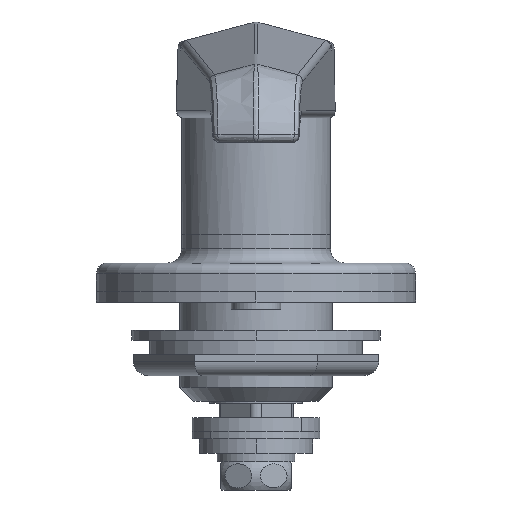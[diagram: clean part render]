
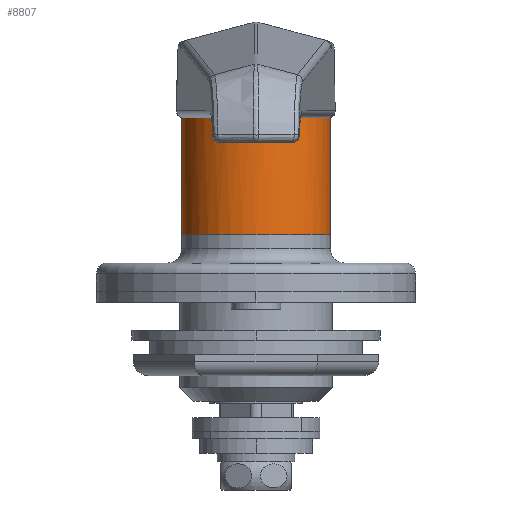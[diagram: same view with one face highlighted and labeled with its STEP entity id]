
A CAD part, front view. The second image highlights one B-rep face of the part: STEP entity #8807.
In plain terms, the highlighted cylindrical face has radius 10.5 mm (diameter 21 mm), a partial arc.
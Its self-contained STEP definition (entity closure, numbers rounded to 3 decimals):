
#207 = CARTESIAN_POINT ( 'NONE',  ( -10.355, -1.851, 0.027 ) ) ;
#293 = CARTESIAN_POINT ( 'NONE',  ( 0., 0., -16.5 ) ) ;
#341 = EDGE_CURVE ( 'NONE', #12702, #3796, #9323, .T. ) ;
#359 = B_SPLINE_CURVE_WITH_KNOTS ( 'NONE', 3,
 ( #2218, #10753, #5518, #12947 ),
 .UNSPECIFIED., .F., .F.,
 ( 4, 4 ),
 ( 0.003, 0.004 ),
 .UNSPECIFIED. ) ;
#364 = B_SPLINE_CURVE_WITH_KNOTS ( 'NONE', 3,
 ( #12703, #6498, #3158, #4352 ),
 .UNSPECIFIED., .F., .F.,
 ( 4, 4 ),
 ( 0.01, 0.012 ),
 .UNSPECIFIED. ) ;
#499 = DIRECTION ( 'NONE',  ( 0., 0., 1. ) ) ;
#677 = VERTEX_POINT ( 'NONE', #9902 ) ;
#776 = EDGE_CURVE ( 'NONE', #3796, #8143, #359, .T. ) ;
#804 = CARTESIAN_POINT ( 'NONE',  ( -10.5, 0., 2. ) ) ;
#1022 = ORIENTED_EDGE ( 'NONE', *, *, #341, .F. ) ;
#1031 = EDGE_LOOP ( 'NONE', ( #1022, #10371, #10076, #3698, #10140, #10791, #9972, #1679 ) ) ;
#1330 = VERTEX_POINT ( 'NONE', #3202 ) ;
#1602 = DIRECTION ( 'NONE',  ( 1., 0., 0. ) ) ;
#1679 = ORIENTED_EDGE ( 'NONE', *, *, #776, .F. ) ;
#1810 = CARTESIAN_POINT ( 'NONE',  ( 10.5, 0., 2. ) ) ;
#2218 = CARTESIAN_POINT ( 'NONE',  ( -10.5, 0., 0.039 ) ) ;
#2482 = CARTESIAN_POINT ( 'NONE',  ( 0., 0., 2. ) ) ;
#3158 = CARTESIAN_POINT ( 'NONE',  ( 10.356, -1.846, 0.027 ) ) ;
#3202 = CARTESIAN_POINT ( 'NONE',  ( 10.429, -1.219, 0.035 ) ) ;
#3480 = VECTOR ( 'NONE', #499, 1000. ) ;
#3698 = ORIENTED_EDGE ( 'NONE', *, *, #4417, .F. ) ;
#3796 = VERTEX_POINT ( 'NONE', #9566 ) ;
#3935 = VERTEX_POINT ( 'NONE', #11264 ) ;
#4352 = CARTESIAN_POINT ( 'NONE',  ( 10.429, -1.219, 0.035 ) ) ;
#4417 = EDGE_CURVE ( 'NONE', #1330, #3935, #5084, .T. ) ;
#4462 = VERTEX_POINT ( 'NONE', #6482 ) ;
#4520 = EDGE_CURVE ( 'NONE', #12702, #9052, #12571, .T. ) ;
#4543 = DIRECTION ( 'NONE',  ( 0., 0., 1. ) ) ;
#4938 = AXIS2_PLACEMENT_3D ( 'NONE', #293, #4543, #1602 ) ;
#5084 = B_SPLINE_CURVE_WITH_KNOTS ( 'NONE', 3,
 ( #12834, #11951, #8446, #12690 ),
 .UNSPECIFIED., .F., .F.,
 ( 4, 4 ),
 ( 0., 0.001 ),
 .UNSPECIFIED. ) ;
#5321 = AXIS2_PLACEMENT_3D ( 'NONE', #13488, #8052, #12335 ) ;
#5342 = CARTESIAN_POINT ( 'NONE',  ( 10.5, 0., -16.5 ) ) ;
#5518 = CARTESIAN_POINT ( 'NONE',  ( -10.476, -0.813, 0.041 ) ) ;
#6160 = CARTESIAN_POINT ( 'NONE',  ( -10.429, -1.219, 0.035 ) ) ;
#6244 = CIRCLE ( 'NONE', #5321, 10.5 ) ;
#6482 = CARTESIAN_POINT ( 'NONE',  ( -10.04, -3.073, 0. ) ) ;
#6498 = CARTESIAN_POINT ( 'NONE',  ( 10.227, -2.464, 0. ) ) ;
#6735 = DIRECTION ( 'NONE',  ( 1., 0., 0. ) ) ;
#7027 = EDGE_CURVE ( 'NONE', #9052, #3935, #11320, .T. ) ;
#7485 = CARTESIAN_POINT ( 'NONE',  ( -10.5, 0., -16.5 ) ) ;
#7756 = FACE_OUTER_BOUND ( 'NONE', #1031, .T. ) ;
#8052 = DIRECTION ( 'NONE',  ( 0., 0., 1. ) ) ;
#8143 = VERTEX_POINT ( 'NONE', #6160 ) ;
#8355 = DIRECTION ( 'NONE',  ( 0., 0., 1. ) ) ;
#8446 = CARTESIAN_POINT ( 'NONE',  ( 10.5, -0.407, 0.042 ) ) ;
#8807 = ADVANCED_FACE ( 'NONE', ( #7756 ), #12115, .T. ) ;
#9052 = VERTEX_POINT ( 'NONE', #5342 ) ;
#9323 = LINE ( 'NONE', #804, #10745 ) ;
#9566 = CARTESIAN_POINT ( 'NONE',  ( -10.5, 0., 0.039 ) ) ;
#9836 = CARTESIAN_POINT ( 'NONE',  ( -10.429, -1.219, 0.035 ) ) ;
#9902 = CARTESIAN_POINT ( 'NONE',  ( 10.04, -3.073, 0. ) ) ;
#9972 = ORIENTED_EDGE ( 'NONE', *, *, #11980, .F. ) ;
#10076 = ORIENTED_EDGE ( 'NONE', *, *, #7027, .T. ) ;
#10140 = ORIENTED_EDGE ( 'NONE', *, *, #10200, .F. ) ;
#10200 = EDGE_CURVE ( 'NONE', #677, #1330, #364, .T. ) ;
#10371 = ORIENTED_EDGE ( 'NONE', *, *, #4520, .T. ) ;
#10732 = B_SPLINE_CURVE_WITH_KNOTS ( 'NONE', 3,
 ( #9836, #207, #12960, #10839 ),
 .UNSPECIFIED., .F., .F.,
 ( 4, 4 ),
 ( 0.002, 0.004 ),
 .UNSPECIFIED. ) ;
#10745 = VECTOR ( 'NONE', #8355, 1000. ) ;
#10753 = CARTESIAN_POINT ( 'NONE',  ( -10.5, -0.407, 0.042 ) ) ;
#10791 = ORIENTED_EDGE ( 'NONE', *, *, #11497, .F. ) ;
#10839 = CARTESIAN_POINT ( 'NONE',  ( -10.04, -3.073, 0. ) ) ;
#11212 = DIRECTION ( 'NONE',  ( 0., 0., 1. ) ) ;
#11264 = CARTESIAN_POINT ( 'NONE',  ( 10.5, 0., 0.039 ) ) ;
#11320 = LINE ( 'NONE', #1810, #3480 ) ;
#11497 = EDGE_CURVE ( 'NONE', #4462, #677, #6244, .T. ) ;
#11833 = AXIS2_PLACEMENT_3D ( 'NONE', #2482, #11212, #6735 ) ;
#11951 = CARTESIAN_POINT ( 'NONE',  ( 10.476, -0.813, 0.041 ) ) ;
#11980 = EDGE_CURVE ( 'NONE', #8143, #4462, #10732, .T. ) ;
#12115 = CYLINDRICAL_SURFACE ( 'NONE', #11833, 10.5 ) ;
#12335 = DIRECTION ( 'NONE',  ( -1., 0., 0. ) ) ;
#12571 = CIRCLE ( 'NONE', #4938, 10.5 ) ;
#12690 = CARTESIAN_POINT ( 'NONE',  ( 10.5, 0., 0.039 ) ) ;
#12702 = VERTEX_POINT ( 'NONE', #7485 ) ;
#12703 = CARTESIAN_POINT ( 'NONE',  ( 10.04, -3.073, 0. ) ) ;
#12834 = CARTESIAN_POINT ( 'NONE',  ( 10.429, -1.219, 0.035 ) ) ;
#12947 = CARTESIAN_POINT ( 'NONE',  ( -10.429, -1.219, 0.035 ) ) ;
#12960 = CARTESIAN_POINT ( 'NONE',  ( -10.225, -2.469, 0. ) ) ;
#13488 = CARTESIAN_POINT ( 'NONE',  ( 0., 0., 0. ) ) ;
